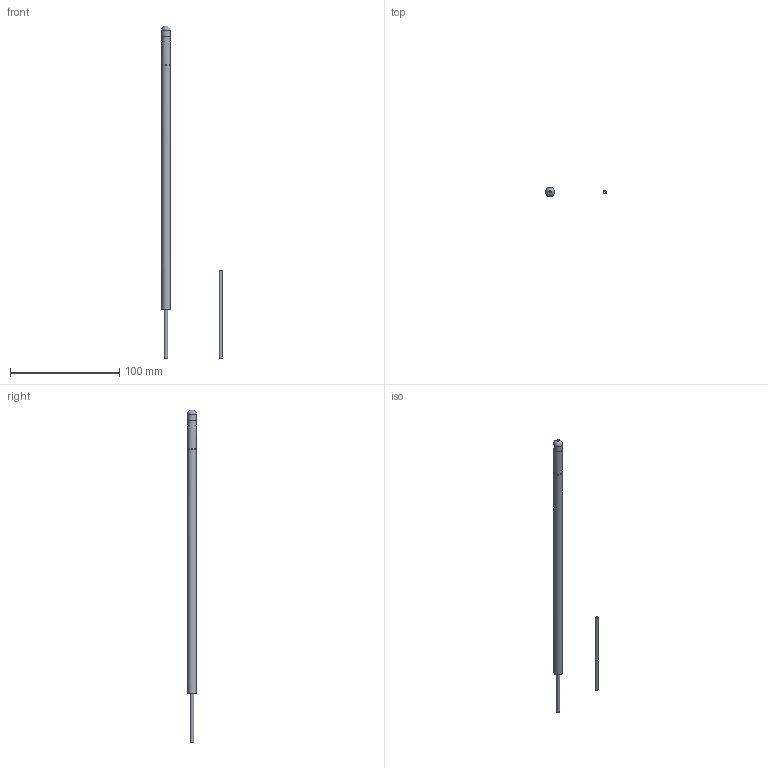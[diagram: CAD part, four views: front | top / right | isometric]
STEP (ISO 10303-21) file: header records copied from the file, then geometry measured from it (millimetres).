
FILE_DESCRIPTION(('FreeCAD Model'),'2;1');
FILE_NAME('Assembly8mBAD.step','2017-12-03T21:06:08',('Author'),( ''),'Open CASCADE STEP processor 6.8','FreeCAD','Unknown');
FILE_SCHEMA(('AUTOMOTIVE_DESIGN_CC2 { 1 2 10303 214 -1 1 5 4 }'));
Length unit declared in the file: millimetre
Products named in the file (5): ASSEMBLY; Pocket001; Pad002; Pad003; Revolution
Assembly tree (6 placements, depth 2):
  ASSEMBLY
    Pocket001
    Pad002
    Pad003
    Revolution  x3
Bounding box: 55.5 x 8 x 303.93 mm (x, y, z)
Volume: 8518.6 mm3; surface area: 18409.1 mm2
Topology: 6 solids, 6 shells, 47 faces, 113 edges, 78 vertices
Faces by surface type: cylinder 26, plane 18, revolution 3
Full cylindrical faces by diameter (mm): 1 x8, 2 x5, 3 x5, 6 x4, 8 x4
Entity records: 6960 total; most frequent: CARTESIAN_POINT 5246, DIRECTION 241, ORIENTED_EDGE 174, PCURVE 174, DEFINITIONAL_REPRESENTATION 174, B_SPLINE_CURVE_WITH_KNOTS 108, LINE 102, VECTOR 102
